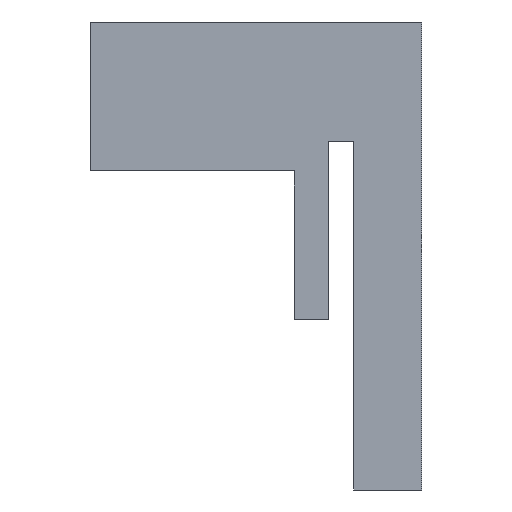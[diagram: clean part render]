
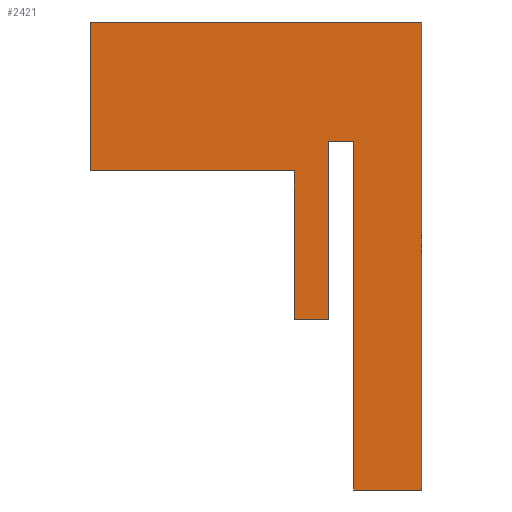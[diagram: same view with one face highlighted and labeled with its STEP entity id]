
A CAD part, left-side view. The second image highlights one B-rep face of the part: STEP entity #2421.
In plain terms, the highlighted planar face has unit normal (-1, 0, 0).
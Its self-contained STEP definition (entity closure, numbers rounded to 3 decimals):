
#71=DIRECTION('',(0.,0.,1.));
#72=VECTOR('',#71,55.);
#73=CARTESIAN_POINT('',(-70.,0.,15.));
#74=LINE('',#73,#72);
#414=DIRECTION('',(0.,0.,1.));
#415=VECTOR('',#414,17.5);
#416=CARTESIAN_POINT('',(-70.,15.,35.));
#417=LINE('',#416,#415);
#468=DIRECTION('',(0.,0.,1.));
#469=VECTOR('',#468,21.);
#470=CARTESIAN_POINT('',(-70.,11.,35.));
#471=LINE('',#470,#469);
#731=DIRECTION('',(0.,0.,1.));
#732=VECTOR('',#731,41.);
#733=CARTESIAN_POINT('',(-70.,8.,15.));
#734=LINE('',#733,#732);
#789=DIRECTION('',(0.,1.,0.));
#790=VECTOR('',#789,24.);
#791=CARTESIAN_POINT('',(-70.,15.,52.5));
#792=LINE('',#791,#790);
#793=DIRECTION('',(0.,-1.,0.));
#794=VECTOR('',#793,39.);
#795=CARTESIAN_POINT('',(-70.,39.,70.));
#796=LINE('',#795,#794);
#797=DIRECTION('',(0.,1.,0.));
#798=VECTOR('',#797,8.);
#799=CARTESIAN_POINT('',(-70.,0.,15.));
#800=LINE('',#799,#798);
#801=DIRECTION('',(0.,1.,0.));
#802=VECTOR('',#801,3.);
#803=CARTESIAN_POINT('',(-70.,8.,56.));
#804=LINE('',#803,#802);
#805=DIRECTION('',(0.,1.,0.));
#806=VECTOR('',#805,4.);
#807=CARTESIAN_POINT('',(-70.,11.,35.));
#808=LINE('',#807,#806);
#817=DIRECTION('',(0.,0.,1.));
#818=VECTOR('',#817,17.5);
#819=CARTESIAN_POINT('',(-70.,39.,52.5));
#820=LINE('',#819,#818);
#1087=CARTESIAN_POINT('',(-70.,0.,15.));
#1088=CARTESIAN_POINT('',(-70.,0.,70.));
#1089=VERTEX_POINT('',#1087);
#1090=VERTEX_POINT('',#1088);
#1112=CARTESIAN_POINT('',(-70.,8.,15.));
#1114=VERTEX_POINT('',#1112);
#1115=CARTESIAN_POINT('',(-70.,8.,56.));
#1117=VERTEX_POINT('',#1115);
#1175=CARTESIAN_POINT('',(-70.,11.,35.));
#1176=CARTESIAN_POINT('',(-70.,15.,35.));
#1177=VERTEX_POINT('',#1175);
#1178=VERTEX_POINT('',#1176);
#1179=CARTESIAN_POINT('',(-70.,11.,56.));
#1181=VERTEX_POINT('',#1179);
#1196=CARTESIAN_POINT('',(-70.,39.,52.5));
#1198=VERTEX_POINT('',#1196);
#1199=CARTESIAN_POINT('',(-70.,39.,70.));
#1200=VERTEX_POINT('',#1199);
#1207=CARTESIAN_POINT('',(-70.,15.,52.5));
#1208=VERTEX_POINT('',#1207);
#2401=CARTESIAN_POINT('',(-70.,0.,15.));
#2402=DIRECTION('',(-1.,0.,0.));
#2403=DIRECTION('',(0.,0.,1.));
#2404=AXIS2_PLACEMENT_3D('',#2401,#2402,#2403);
#2405=PLANE('',#2404);
#2406=ORIENTED_EDGE('',*,*,#1847,.T.);
#2407=ORIENTED_EDGE('',*,*,#1626,.T.);
#2409=ORIENTED_EDGE('',*,*,#2408,.T.);
#2410=ORIENTED_EDGE('',*,*,#1534,.T.);
#2411=ORIENTED_EDGE('',*,*,#1439,.F.);
#2413=ORIENTED_EDGE('',*,*,#2412,.T.);
#2414=ORIENTED_EDGE('',*,*,#2365,.T.);
#2415=ORIENTED_EDGE('',*,*,#2023,.T.);
#2416=ORIENTED_EDGE('',*,*,#1896,.F.);
#2418=ORIENTED_EDGE('',*,*,#2417,.T.);
#2419=EDGE_LOOP('',(#2406,#2407,#2409,#2410,#2411,#2413,#2414,#2415,#2416,
#2418));
#2420=FACE_OUTER_BOUND('',#2419,.F.);
#2421=ADVANCED_FACE('',(#2420),#2405,.T.);
#1439=EDGE_CURVE('',#1089,#1090,#74,.T.);
#1534=EDGE_CURVE('',#1200,#1090,#796,.T.);
#1626=EDGE_CURVE('',#1208,#1198,#792,.T.);
#1847=EDGE_CURVE('',#1178,#1208,#417,.T.);
#1896=EDGE_CURVE('',#1177,#1181,#471,.T.);
#2023=EDGE_CURVE('',#1117,#1181,#804,.T.);
#2365=EDGE_CURVE('',#1114,#1117,#734,.T.);
#2408=EDGE_CURVE('',#1198,#1200,#820,.T.);
#2412=EDGE_CURVE('',#1089,#1114,#800,.T.);
#2417=EDGE_CURVE('',#1177,#1178,#808,.T.);
